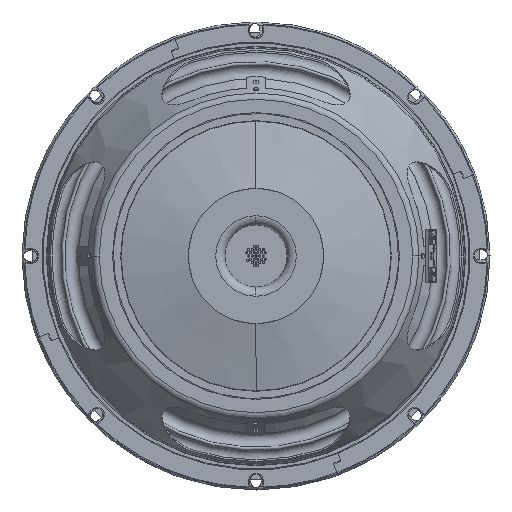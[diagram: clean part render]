
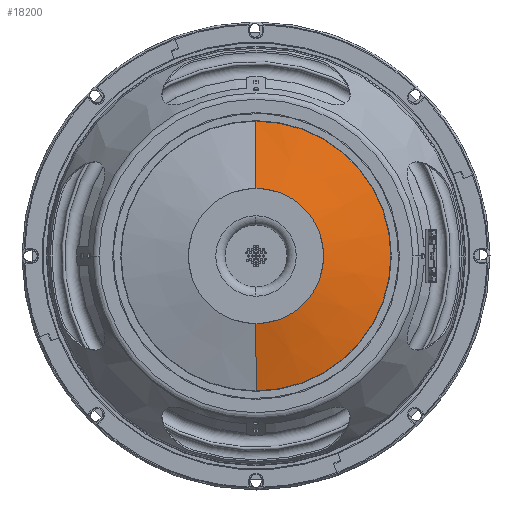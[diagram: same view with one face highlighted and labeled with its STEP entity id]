
A CAD part, front view. The second image highlights one B-rep face of the part: STEP entity #18200.
In plain terms, the highlighted conical face has half-angle 76.329 degrees and reference radius 37 mm.
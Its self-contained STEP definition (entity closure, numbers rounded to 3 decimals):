
#526 = DIRECTION ( 'NONE',  ( 0., 0.236, -0.972 ) ) ;
#1482 = DIRECTION ( 'NONE',  ( 0., 0., 1. ) ) ;
#2476 = VERTEX_POINT ( 'NONE', #17141 ) ;
#2588 = DIRECTION ( 'NONE',  ( 0., 1., 0. ) ) ;
#2846 = AXIS2_PLACEMENT_3D ( 'NONE', #7251, #2588, #7473 ) ;
#2907 = CARTESIAN_POINT ( 'NONE',  ( 0., -20.25, 0. ) ) ;
#5430 = CARTESIAN_POINT ( 'NONE',  ( 0., -11.306, -73.771 ) ) ;
#5462 = EDGE_CURVE ( 'NONE', #16348, #2476, #7437, .T. ) ;
#5624 = CARTESIAN_POINT ( 'NONE',  ( 0., -20.25, 37. ) ) ;
#6126 = EDGE_CURVE ( 'NONE', #10031, #2476, #7253, .T. ) ;
#6578 = DIRECTION ( 'NONE',  ( 0., 1., 0. ) ) ;
#6884 = VERTEX_POINT ( 'NONE', #8610 ) ;
#7251 = CARTESIAN_POINT ( 'NONE',  ( 0., -20.241, 0. ) ) ;
#7253 = LINE ( 'NONE', #5624, #8865 ) ;
#7365 = DIRECTION ( 'NONE',  ( 0., 0.236, 0.972 ) ) ;
#7374 = LINE ( 'NONE', #15464, #10130 ) ;
#7437 = CIRCLE ( 'NONE', #16161, 73.771 ) ;
#7473 = DIRECTION ( 'NONE',  ( 0., 0., -1. ) ) ;
#7553 = CONICAL_SURFACE ( 'NONE', #19775, 37., 1.332 ) ;
#7898 = FACE_OUTER_BOUND ( 'NONE', #9290, .T. ) ;
#8332 = EDGE_CURVE ( 'NONE', #6884, #16348, #7374, .T. ) ;
#8610 = CARTESIAN_POINT ( 'NONE',  ( 0., -20.241, -37.035 ) ) ;
#8865 = VECTOR ( 'NONE', #7365, 1000. ) ;
#9290 = EDGE_LOOP ( 'NONE', ( #18897, #18758, #13946, #9791 ) ) ;
#9791 = ORIENTED_EDGE ( 'NONE', *, *, #6126, .F. ) ;
#10031 = VERTEX_POINT ( 'NONE', #16582 ) ;
#10130 = VECTOR ( 'NONE', #526, 1000. ) ;
#10139 = DIRECTION ( 'NONE',  ( 0., -1., 0. ) ) ;
#11471 = CARTESIAN_POINT ( 'NONE',  ( 0., -11.306, 0. ) ) ;
#13320 = DIRECTION ( 'NONE',  ( 0., 0., -1. ) ) ;
#13946 = ORIENTED_EDGE ( 'NONE', *, *, #5462, .T. ) ;
#15464 = CARTESIAN_POINT ( 'NONE',  ( 0., -20.25, -37. ) ) ;
#16161 = AXIS2_PLACEMENT_3D ( 'NONE', #11471, #10139, #13320 ) ;
#16348 = VERTEX_POINT ( 'NONE', #5430 ) ;
#16582 = CARTESIAN_POINT ( 'NONE',  ( 0., -20.241, 37.035 ) ) ;
#17141 = CARTESIAN_POINT ( 'NONE',  ( 0., -11.306, 73.771 ) ) ;
#18200 = ADVANCED_FACE ( 'NONE', ( #7898 ), #7553, .T. ) ;
#18511 = CIRCLE ( 'NONE', #2846, 37.035 ) ;
#18674 = EDGE_CURVE ( 'NONE', #10031, #6884, #18511, .T. ) ;
#18758 = ORIENTED_EDGE ( 'NONE', *, *, #8332, .T. ) ;
#18897 = ORIENTED_EDGE ( 'NONE', *, *, #18674, .T. ) ;
#19775 = AXIS2_PLACEMENT_3D ( 'NONE', #2907, #6578, #1482 ) ;
